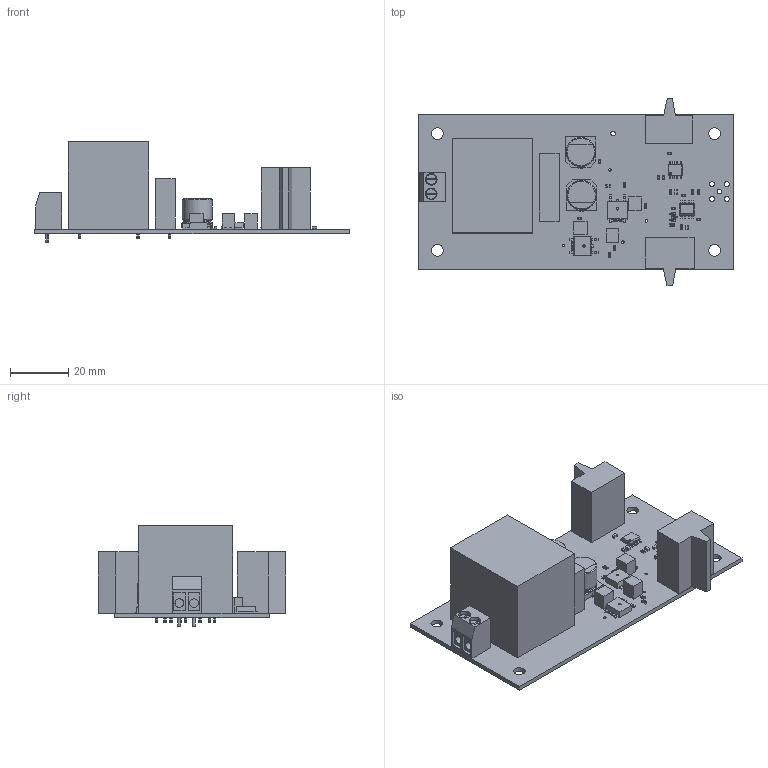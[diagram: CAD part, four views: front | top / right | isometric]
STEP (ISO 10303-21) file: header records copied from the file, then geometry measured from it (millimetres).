
FILE_DESCRIPTION(('Open CASCADE Model'),'2;1');
FILE_NAME('Open CASCADE Shape Model','2020-06-04T15:09:53',('Author'),( 'Open CASCADE'),'Open CASCADE STEP processor 6.8','Open CASCADE 6.8' ,'Unknown');
FILE_SCHEMA(('AUTOMOTIVE_DESIGN { 1 0 10303 214 1 1 1 1 }'));
Length unit declared in the file: millimetre
Products named in the file (60): PCB; BoardSWG; Open CASCADE STEP translator 6.8 1.1.1; T1SWG; 6714872976; Extruded; 6714871216; P2SWG; User_Library-DG300-5_0-02P-12; R7SWG; User_Library-RES_1609-0603; R6SWG; R4SWG; R2SWG; R11SWG; U3SWG; User_Library-TO252AA; U1SWG; D3SWG; 6714869136; R5SWG; 6714870336; C8SWG; 6714868176; C7SWG; 6714867856; C2SWG; R8SWG; 6714870736; R10SWG; D1SWG; User_Library-SOT-23-2; C4SWG; User_Library-CAPC1608X09; C1SWG; C14SWG; User_Library-CC1010; C13SWG; U2SWG; 6303820480 ...
Assembly tree (93 placements, depth 4):
  PCB
    BoardSWG
      Open CASCADE STEP translator 6.8 1.1.1
    T1SWG
      6714872976  x10
        Extruded
      6714871216
        Extruded
    P2SWG
      User_Library-DG300-5_0-02P-12
    R7SWG
      User_Library-RES_1609-0603
    R6SWG
      User_Library-RES_1609-0603
    R4SWG
      User_Library-RES_1609-0603
    R2SWG
      User_Library-RES_1609-0603
    R11SWG
      User_Library-RES_1609-0603
    U3SWG
      User_Library-TO252AA
    U1SWG
      User_Library-TO252AA
    D3SWG
      6714869136
        Extruded
      6714872976  x4
        Extruded
    R5SWG
      6714870336
        Extruded
    C8SWG
      6714868176
        Extruded
    C7SWG
      6714867856
        Extruded
    C2SWG
      6714868176
        Extruded
    R8SWG
      6714870736
        Extruded
    R10SWG
      User_Library-RES_1609-0603
    D1SWG
      User_Library-SOT-23-2
    C4SWG
      User_Library-CAPC1608X09
    C1SWG
      User_Library-CAPC1608X09
    C14SWG
      User_Library-CC1010
    C13SWG
      User_Library-CC1010
    U2SWG
      6303820480
    R9SWG
      User_Library-RES_1609-0603
Bounding box: 108 x 64.17 x 34.4 mm (x, y, z)
Volume: 48467.1 mm3; surface area: 25679 mm2
Topology: 84 solids, 86 shells, 2368 faces, 5897 edges, 3732 vertices
Faces by surface type: plane 1400, bspline 523, cylinder 415, torus 16, cone 12, sphere 2
Full cylindrical faces by diameter (mm): 0.9 x4, 1.3 x9, 1.4 x2, 1.5 x15, 1.6 x1, 1.7 x4, 4 x4
Entity records: 34315 total; most frequent: CARTESIAN_POINT 8433, ORIENTED_EDGE 4352, DIRECTION 4036, EDGE_CURVE 2180, LINE 1574, VECTOR 1574, VERTEX_POINT 1408, AXIS2_PLACEMENT_3D 1231
